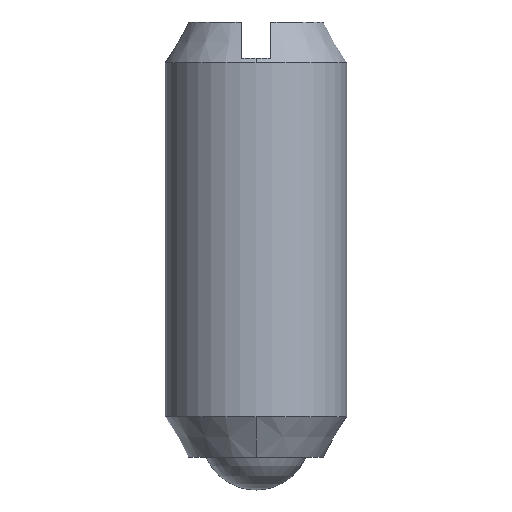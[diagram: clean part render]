
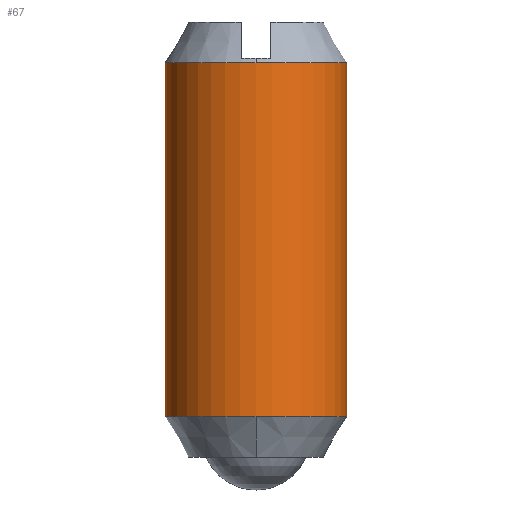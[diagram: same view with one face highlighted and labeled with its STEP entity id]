
A CAD part, front view. The second image highlights one B-rep face of the part: STEP entity #67.
In plain terms, the highlighted cylindrical face has radius 2.5 mm (diameter 5 mm), a partial arc.
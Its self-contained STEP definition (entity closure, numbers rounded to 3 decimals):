
#67=ADVANCED_FACE('',(#132),#133,.T.);
#132=FACE_OUTER_BOUND('',#195,.T.);
#133=CYLINDRICAL_SURFACE('',#196,2.5);
#195=EDGE_LOOP('',(#320,#321,#322,#323,#324,#325));
#196=AXIS2_PLACEMENT_3D('',#326,#327,#328);
#320=ORIENTED_EDGE('',*,*,#356,.T.);
#321=ORIENTED_EDGE('',*,*,#380,.T.);
#322=ORIENTED_EDGE('',*,*,#394,.T.);
#323=ORIENTED_EDGE('',*,*,#359,.T.);
#324=ORIENTED_EDGE('',*,*,#366,.T.);
#325=ORIENTED_EDGE('',*,*,#401,.T.);
#326=CARTESIAN_POINT('',(0.0,0.0,6.9));
#327=DIRECTION('',(0.0,0.0,1.0));
#328=DIRECTION('',(1.0,0.0,0.0));
#356=EDGE_CURVE('',#411,#412,#413,.T.);
#359=EDGE_CURVE('',#418,#416,#419,.T.);
#366=EDGE_CURVE('',#416,#428,#430,.T.);
#380=EDGE_CURVE('',#412,#453,#455,.T.);
#394=EDGE_CURVE('',#453,#418,#473,.T.);
#401=EDGE_CURVE('',#428,#411,#480,.T.);
#411=VERTEX_POINT('',#492);
#412=VERTEX_POINT('',#493);
#413=LINE('',#494,#495);
#416=VERTEX_POINT('',#498);
#418=VERTEX_POINT('',#500);
#419=LINE('',#501,#502);
#428=VERTEX_POINT('',#512);
#430=CIRCLE('',#515,2.5);
#453=VERTEX_POINT('',#559);
#455=CIRCLE('',#562,2.5);
#473=CIRCLE('',#602,2.5);
#480=CIRCLE('',#609,2.5);
#492=CARTESIAN_POINT('',(2.5,0.,2.025));
#493=CARTESIAN_POINT('',(2.5,0.,11.775));
#494=CARTESIAN_POINT('',(2.5,0.,6.9));
#495=VECTOR('',#620,1.0);
#498=CARTESIAN_POINT('',(-2.5,0.,2.025));
#500=CARTESIAN_POINT('',(-2.5,0.,11.775));
#501=CARTESIAN_POINT('',(-2.5,0.,6.9));
#502=VECTOR('',#627,1.0);
#512=CARTESIAN_POINT('',(0.,-2.5,2.025));
#515=AXIS2_PLACEMENT_3D('',#639,#640,#641);
#559=CARTESIAN_POINT('',(0.,-2.5,11.775));
#562=AXIS2_PLACEMENT_3D('',#661,#662,#663);
#602=AXIS2_PLACEMENT_3D('',#674,#675,#676);
#609=AXIS2_PLACEMENT_3D('',#686,#687,#688);
#620=DIRECTION('',(0.0,0.0,1.0));
#627=DIRECTION('',(-0.0,-0.0,-1.0));
#639=CARTESIAN_POINT('',(0.0,0.0,2.025));
#640=DIRECTION('',(0.,0.0,1.0));
#641=DIRECTION('',(1.0,0.0,0.));
#661=CARTESIAN_POINT('',(0.0,0.0,11.775));
#662=DIRECTION('',(0.,0.0,-1.0));
#663=DIRECTION('',(1.0,0.0,0.));
#674=CARTESIAN_POINT('',(0.0,0.0,11.775));
#675=DIRECTION('',(0.,0.0,-1.0));
#676=DIRECTION('',(1.0,0.0,0.));
#686=CARTESIAN_POINT('',(0.0,0.0,2.025));
#687=DIRECTION('',(0.,0.0,1.0));
#688=DIRECTION('',(1.0,0.0,0.));
